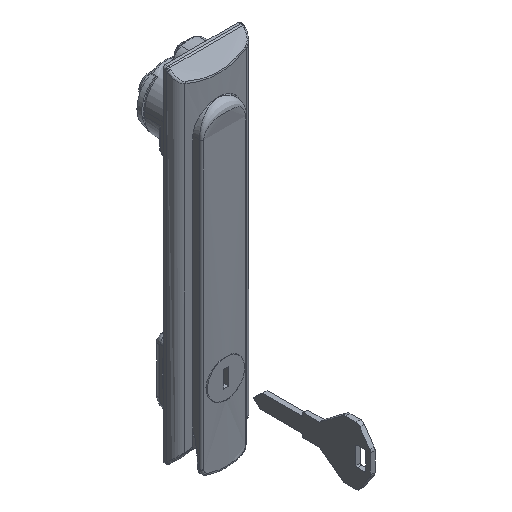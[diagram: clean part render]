
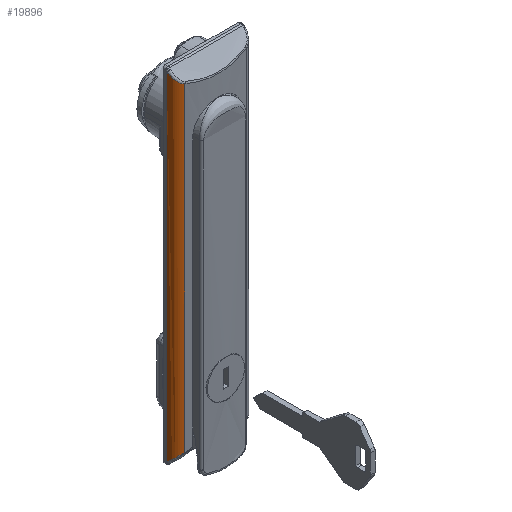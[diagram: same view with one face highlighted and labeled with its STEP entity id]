
A CAD part, isometric view. The second image highlights one B-rep face of the part: STEP entity #19896.
In plain terms, the highlighted free-form (B-spline) face has degree [1, 2] with [2, 3] control points.
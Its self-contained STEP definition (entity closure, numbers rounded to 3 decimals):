
#18028=CARTESIAN_POINT('',(-23.152,12.646,20.276));
#18029=VERTEX_POINT('',#18028);
#18175=CARTESIAN_POINT('',(-18.998,16.,24.094));
#18176=VERTEX_POINT('',#18175);
#18190=CARTESIAN_POINT('',(-23.152,12.646,20.276));
#18191=CARTESIAN_POINT('',(-23.122,12.786,20.309));
#18192=CARTESIAN_POINT('',(-23.085,12.922,20.349));
#18193=CARTESIAN_POINT('',(-23.001,13.185,20.439));
#18194=CARTESIAN_POINT('',(-22.953,13.311,20.491));
#18195=CARTESIAN_POINT('',(-22.873,13.496,20.575));
#18196=CARTESIAN_POINT('',(-22.845,13.557,20.605));
#18197=CARTESIAN_POINT('',(-22.787,13.676,20.666));
#18198=CARTESIAN_POINT('',(-22.756,13.735,20.698));
#18199=CARTESIAN_POINT('',(-22.662,13.907,20.797));
#18200=CARTESIAN_POINT('',(-22.595,14.017,20.866));
#18201=CARTESIAN_POINT('',(-22.454,14.227,21.011));
#18202=CARTESIAN_POINT('',(-22.38,14.327,21.087));
#18203=CARTESIAN_POINT('',(-22.225,14.518,21.243));
#18204=CARTESIAN_POINT('',(-22.144,14.61,21.323));
#18205=CARTESIAN_POINT('',(-21.892,14.871,21.572));
#18206=CARTESIAN_POINT('',(-21.716,15.025,21.743));
#18207=CARTESIAN_POINT('',(-21.347,15.299,22.091));
#18208=CARTESIAN_POINT('',(-21.156,15.418,22.268));
#18209=CARTESIAN_POINT('',(-20.757,15.625,22.629));
#18210=CARTESIAN_POINT('',(-20.549,15.713,22.812));
#18211=CARTESIAN_POINT('',(-20.119,15.856,23.183));
#18212=CARTESIAN_POINT('',(-19.9,15.909,23.367));
#18213=CARTESIAN_POINT('',(-19.455,15.981,23.732));
#18214=CARTESIAN_POINT('',(-19.228,16.,23.914));
#18215=CARTESIAN_POINT('',(-18.998,16.,24.094));
#18216=B_SPLINE_CURVE_WITH_KNOTS('',3,(#18190,#18191,#18192,#18193,#18194,#18195,#18196,#18197,#18198,#18199,#18200,#18201,#18202,#18203,#18204,#18205,#18206,#18207,#18208,#18209,#18210,#18211,#18212,#18213,#18214,#18215),.UNSPECIFIED.,.F.,.U.,(4,2,2,2,2,2,2,2,2,2,2,2,4),(0.0,0.063,0.125,0.156,0.187,0.25,0.313,0.375,0.5,0.625,0.75,0.875,1.0),.UNSPECIFIED.);
#18217=EDGE_CURVE('',#18029,#18176,#18216,.T.);
#18756=CARTESIAN_POINT('',(-23.152,12.646,-111.276));
#18757=VERTEX_POINT('',#18756);
#18913=CARTESIAN_POINT('',(-18.998,16.,-115.094));
#18914=VERTEX_POINT('',#18913);
#18962=CARTESIAN_POINT('',(-18.998,16.,-115.094));
#18963=CARTESIAN_POINT('',(-19.229,16.,-114.914));
#18964=CARTESIAN_POINT('',(-19.454,15.981,-114.733));
#18965=CARTESIAN_POINT('',(-19.897,15.91,-114.37));
#18966=CARTESIAN_POINT('',(-20.113,15.857,-114.188));
#18967=CARTESIAN_POINT('',(-20.537,15.718,-113.823));
#18968=CARTESIAN_POINT('',(-20.744,15.631,-113.64));
#18969=CARTESIAN_POINT('',(-20.998,15.5,-113.411));
#18970=CARTESIAN_POINT('',(-21.048,15.473,-113.365));
#18971=CARTESIAN_POINT('',(-21.148,15.417,-113.274));
#18972=CARTESIAN_POINT('',(-21.197,15.387,-113.229));
#18973=CARTESIAN_POINT('',(-21.342,15.297,-113.095));
#18974=CARTESIAN_POINT('',(-21.437,15.232,-113.006));
#18975=CARTESIAN_POINT('',(-21.715,15.026,-112.743));
#18976=CARTESIAN_POINT('',(-21.891,14.872,-112.573));
#18977=CARTESIAN_POINT('',(-22.141,14.613,-112.327));
#18978=CARTESIAN_POINT('',(-22.222,14.522,-112.246));
#18979=CARTESIAN_POINT('',(-22.378,14.33,-112.089));
#18980=CARTESIAN_POINT('',(-22.452,14.229,-112.013));
#18981=CARTESIAN_POINT('',(-22.593,14.019,-111.868));
#18982=CARTESIAN_POINT('',(-22.66,13.91,-111.799));
#18983=CARTESIAN_POINT('',(-22.754,13.739,-111.7));
#18984=CARTESIAN_POINT('',(-22.785,13.68,-111.669));
#18985=CARTESIAN_POINT('',(-22.843,13.561,-111.607));
#18986=CARTESIAN_POINT('',(-22.871,13.5,-111.577));
#18987=CARTESIAN_POINT('',(-22.952,13.314,-111.492));
#18988=CARTESIAN_POINT('',(-23.,13.186,-111.44));
#18989=CARTESIAN_POINT('',(-23.085,12.922,-111.349));
#18990=CARTESIAN_POINT('',(-23.122,12.786,-111.309));
#18991=CARTESIAN_POINT('',(-23.152,12.646,-111.276));
#18992=B_SPLINE_CURVE_WITH_KNOTS('',3,(#18962,#18963,#18964,#18965,#18966,#18967,#18968,#18969,#18970,#18971,#18972,#18973,#18974,#18975,#18976,#18977,#18978,#18979,#18980,#18981,#18982,#18983,#18984,#18985,#18986,#18987,#18988,#18989,#18990,#18991),.UNSPECIFIED.,.F.,.U.,(4,2,2,2,2,2,2,2,2,2,2,2,2,2,4),(0.0,0.125,0.25,0.375,0.406,0.438,0.5,0.625,0.688,0.75,0.813,0.844,0.875,0.938,1.0),.UNSPECIFIED.);
#18993=EDGE_CURVE('',#18914,#18757,#18992,.T.);
#19868=CARTESIAN_POINT('',(-23.16,12.609,-118.574));
#19869=CARTESIAN_POINT('',(-23.16,12.609,27.661));
#19870=CARTESIAN_POINT('',(-22.426,16.164,-118.574));
#19871=CARTESIAN_POINT('',(-22.426,16.164,27.661));
#19872=CARTESIAN_POINT('',(-18.8,15.995,-118.574));
#19873=CARTESIAN_POINT('',(-18.8,15.995,27.661));
#19881=(BOUNDED_SURFACE()B_SPLINE_SURFACE(1,2,((#19868,#19870,#19872),(#19869,#19871,#19873)),.UNSPECIFIED.,.F.,.F.,.U.)B_SPLINE_SURFACE_WITH_KNOTS((2,2),(3,3),(0.0,146.235),(0.0,6.272),.UNSPECIFIED.)GEOMETRIC_REPRESENTATION_ITEM()RATIONAL_B_SPLINE_SURFACE(((1.0,0.76,1.0),(1.0,0.76,1.0)))REPRESENTATION_ITEM('')SURFACE());
#19882=CARTESIAN_POINT('',(-18.998,16.,-115.094));
#19883=CARTESIAN_POINT('',(-18.998,16.,24.094));
#19884=QUASI_UNIFORM_CURVE('',1,(#19882,#19883),.UNSPECIFIED.,.F.,.U.);
#19885=EDGE_CURVE('',#18914,#18176,#19884,.T.);
#19886=ORIENTED_EDGE('',*,*,#19885,.F.);
#19887=ORIENTED_EDGE('',*,*,#18993,.T.);
#19888=CARTESIAN_POINT('',(-23.152,12.646,20.276));
#19889=CARTESIAN_POINT('',(-23.152,12.646,-111.276));
#19890=QUASI_UNIFORM_CURVE('',1,(#19888,#19889),.UNSPECIFIED.,.F.,.U.);
#19891=EDGE_CURVE('',#18029,#18757,#19890,.T.);
#19892=ORIENTED_EDGE('',*,*,#19891,.F.);
#19893=ORIENTED_EDGE('',*,*,#18217,.T.);
#19894=EDGE_LOOP('',(#19886,#19887,#19892,#19893));
#19895=FACE_OUTER_BOUND('',#19894,.T.);
#19896=ADVANCED_FACE('',(#19895),#19881,.T.);
